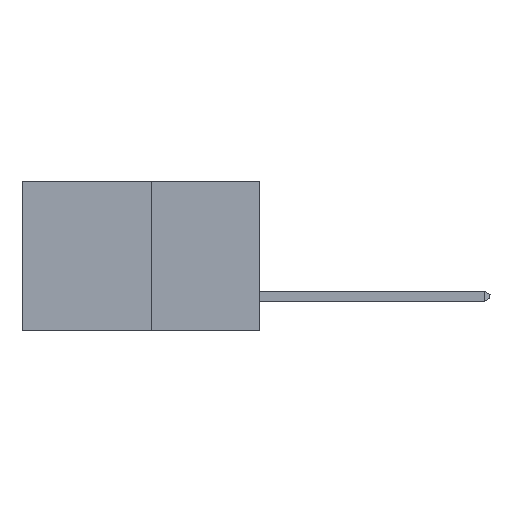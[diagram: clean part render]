
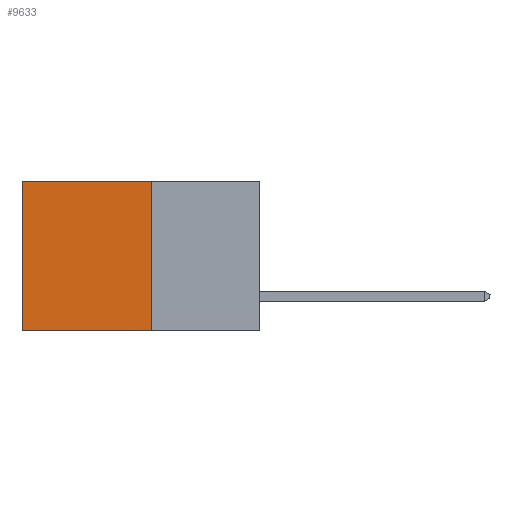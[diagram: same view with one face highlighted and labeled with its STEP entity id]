
A CAD part, left-side view. The second image highlights one B-rep face of the part: STEP entity #9633.
In plain terms, the highlighted planar face has unit normal (-1, 0, 0).
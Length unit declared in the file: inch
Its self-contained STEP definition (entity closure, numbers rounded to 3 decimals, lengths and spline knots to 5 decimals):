
#114 = LINE ( 'NONE', #10846, #11664 ) ;
#130 = ORIENTED_EDGE ( 'NONE', *, *, #5115, .T. ) ;
#248 = CARTESIAN_POINT ( 'NONE',  ( 0.277, 0.27, -0.37 ) ) ;
#841 = CARTESIAN_POINT ( 'NONE',  ( 0.277, 0.59, -0.37 ) ) ;
#852 = CARTESIAN_POINT ( 'NONE',  ( 0.277, 0.27, -0.37 ) ) ;
#1416 = CARTESIAN_POINT ( 'NONE',  ( 0.277, 0.27, 0. ) ) ;
#1937 = VECTOR ( 'NONE', #8079, 39.37008 ) ;
#1944 = PLANE ( 'NONE',  #5847 ) ;
#2176 = VECTOR ( 'NONE', #6689, 39.37008 ) ;
#2243 = CARTESIAN_POINT ( 'NONE',  ( 0.277, 0.59, -0.37 ) ) ;
#2549 = ORIENTED_EDGE ( 'NONE', *, *, #11798, .F. ) ;
#2920 = VECTOR ( 'NONE', #4396, 39.37008 ) ;
#2940 = CARTESIAN_POINT ( 'NONE',  ( 0.277, 0.59, 0. ) ) ;
#3086 = VERTEX_POINT ( 'NONE', #852 ) ;
#3688 = DIRECTION ( 'NONE',  ( 0., 1., 0. ) ) ;
#3703 = EDGE_CURVE ( 'NONE', #8647, #3086, #10035, .T. ) ;
#3804 = DIRECTION ( 'NONE',  ( 0., 0., -1. ) ) ;
#4383 = CARTESIAN_POINT ( 'NONE',  ( 0.277, 0.27, -0.37 ) ) ;
#4396 = DIRECTION ( 'NONE',  ( 0., 0., -1. ) ) ;
#5115 = EDGE_CURVE ( 'NONE', #8647, #11675, #114, .T. ) ;
#5394 = ORIENTED_EDGE ( 'NONE', *, *, #6911, .T. ) ;
#5847 = AXIS2_PLACEMENT_3D ( 'NONE', #6452, #9136, #3804 ) ;
#6452 = CARTESIAN_POINT ( 'NONE',  ( 0.277, 0.27, -0.37 ) ) ;
#6689 = DIRECTION ( 'NONE',  ( 0., 1., 0. ) ) ;
#6911 = EDGE_CURVE ( 'NONE', #11675, #11824, #7022, .T. ) ;
#7022 = LINE ( 'NONE', #841, #1937 ) ;
#7268 = FACE_OUTER_BOUND ( 'NONE', #9391, .T. ) ;
#8079 = DIRECTION ( 'NONE',  ( 0., 0., -1. ) ) ;
#8647 = VERTEX_POINT ( 'NONE', #1416 ) ;
#8735 = LINE ( 'NONE', #248, #2176 ) ;
#9136 = DIRECTION ( 'NONE',  ( 1., 0., 0. ) ) ;
#9391 = EDGE_LOOP ( 'NONE', ( #5394, #2549, #11555, #130 ) ) ;
#9633 = ADVANCED_FACE ( 'NONE', ( #7268 ), #1944, .F. ) ;
#10035 = LINE ( 'NONE', #4383, #2920 ) ;
#10846 = CARTESIAN_POINT ( 'NONE',  ( 0.277, 0.27, 0. ) ) ;
#11555 = ORIENTED_EDGE ( 'NONE', *, *, #3703, .F. ) ;
#11664 = VECTOR ( 'NONE', #3688, 39.37008 ) ;
#11675 = VERTEX_POINT ( 'NONE', #2940 ) ;
#11798 = EDGE_CURVE ( 'NONE', #3086, #11824, #8735, .T. ) ;
#11824 = VERTEX_POINT ( 'NONE', #2243 ) ;
